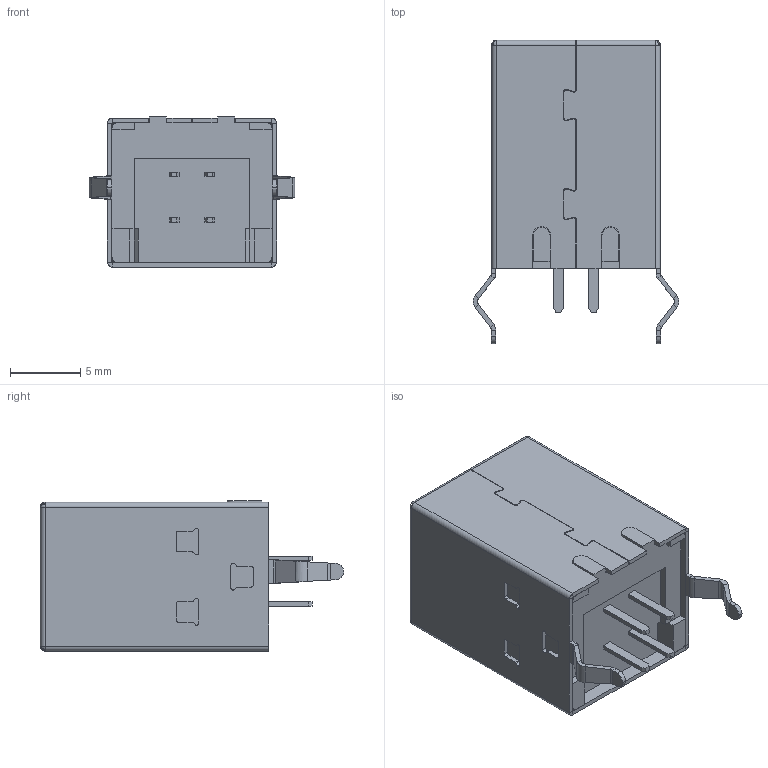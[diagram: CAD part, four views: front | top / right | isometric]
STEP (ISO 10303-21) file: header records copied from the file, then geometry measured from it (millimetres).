
FILE_DESCRIPTION((''),'2;1');
FILE_NAME('M701-330442_ASM','2013-07-23T',('wbourne'),(''),'PRO/ENGINEER BY PARAMETRIC TECHNOLOGY CORPORATION, 2012230','PRO/ENGINEER BY PARAMETRIC TECHNOLOGY CORPORATION, 2012230','');
FILE_SCHEMA(('CONFIG_CONTROL_DESIGN'));
Length unit declared in the file: millimetre
Products named in the file (5): M701-330442_MOULD; M701-330442_SHELL; M701-330442_PIN1; M701-330442_PIN2; M701-330442_ASM
Assembly tree (6 placements, depth 2):
  M701-330442_ASM
    M701-330442_MOULD
    M701-330442_SHELL
    M701-330442_PIN1  x2
    M701-330442_PIN2  x2
Bounding box: 14.66 x 21.6 x 10.7 mm (x, y, z)
Volume: 1512.9 mm3; surface area: 3223.3 mm2
Topology: 6 solids, 6 shells, 642 faces, 1722 edges, 1090 vertices
Faces by surface type: plane 418, cylinder 172, bspline 38, sphere 12, cone 2
Entity records: 23139 total; most frequent: CARTESIAN_POINT 4399, ORIENTED_EDGE 2988, DIRECTION 2760, PRESENTATION_STYLE_ASSIGNMENT 1514, STYLED_ITEM 1498, CURVE_STYLE 1494, EDGE_CURVE 1494, VECTOR 1130
